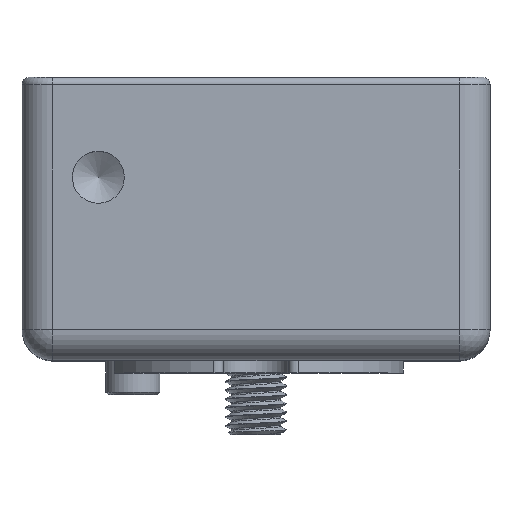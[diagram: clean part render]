
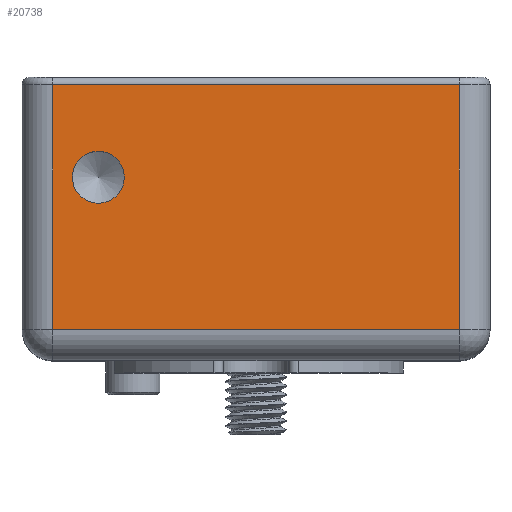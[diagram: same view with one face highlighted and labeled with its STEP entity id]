
A CAD part, top view. The second image highlights one B-rep face of the part: STEP entity #20738.
In plain terms, the highlighted planar face has unit normal (0, 0, 1).
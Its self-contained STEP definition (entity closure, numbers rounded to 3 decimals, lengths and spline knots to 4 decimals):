
#2053=FACE_BOUND('',#4545,.T.);
#2261=CIRCLE('',#22833,0.1055);
#2262=CIRCLE('',#22834,0.1055);
#3255=FACE_OUTER_BOUND('',#4544,.T.);
#4544=EDGE_LOOP('',(#14725,#14726,#14727,#14728));
#4545=EDGE_LOOP('',(#14729,#14730));
#5898=LINE('',#30530,#7580);
#5912=LINE('',#30581,#7594);
#5917=LINE('',#30614,#7599);
#5922=LINE('',#30622,#7604);
#7580=VECTOR('',#24953,0.3937);
#7594=VECTOR('',#25011,0.3937);
#7599=VECTOR('',#25058,0.3937);
#7604=VECTOR('',#25069,0.3937);
#9281=VERTEX_POINT('',#30523);
#9283=VERTEX_POINT('',#30528);
#9298=VERTEX_POINT('',#30580);
#9301=VERTEX_POINT('',#30591);
#9350=VERTEX_POINT('',#30757);
#9351=VERTEX_POINT('',#30758);
#11253=EDGE_CURVE('',#9283,#9281,#5898,.T.);
#11279=EDGE_CURVE('',#9281,#9298,#5912,.T.);
#11296=EDGE_CURVE('',#9298,#9301,#5917,.T.);
#11301=EDGE_CURVE('',#9301,#9283,#5922,.T.);
#11363=EDGE_CURVE('',#9350,#9351,#2261,.T.);
#11364=EDGE_CURVE('',#9351,#9350,#2262,.T.);
#14725=ORIENTED_EDGE('',*,*,#11253,.F.);
#14726=ORIENTED_EDGE('',*,*,#11301,.F.);
#14727=ORIENTED_EDGE('',*,*,#11296,.F.);
#14728=ORIENTED_EDGE('',*,*,#11279,.F.);
#14729=ORIENTED_EDGE('',*,*,#11363,.T.);
#14730=ORIENTED_EDGE('',*,*,#11364,.T.);
#20027=PLANE('',#22841);
#20738=ADVANCED_FACE('',(#3255,#2053),#20027,.T.);
#22833=AXIS2_PLACEMENT_3D('',#30759,#25221,#25222);
#22834=AXIS2_PLACEMENT_3D('',#30760,#25223,#25224);
#22841=AXIS2_PLACEMENT_3D('',#30774,#25241,#25242);
#24953=DIRECTION('',(1.,0.,0.));
#25011=DIRECTION('',(0.,-1.,0.));
#25058=DIRECTION('',(-1.,0.,0.));
#25069=DIRECTION('',(0.,1.,0.));
#25221=DIRECTION('center_axis',(0.,0.,-1.));
#25222=DIRECTION('ref_axis',(1.,0.,0.));
#25223=DIRECTION('center_axis',(0.,0.,-1.));
#25224=DIRECTION('ref_axis',(1.,0.,0.));
#25241=DIRECTION('center_axis',(0.,0.,1.));
#25242=DIRECTION('ref_axis',(1.,0.,0.));
#30523=CARTESIAN_POINT('',(0.8255,1.12,0.9505));
#30528=CARTESIAN_POINT('',(-0.8255,1.12,0.9505));
#30530=CARTESIAN_POINT('',(-0.4753,1.12,0.9505));
#30580=CARTESIAN_POINT('',(0.8255,0.125,0.9505));
#30581=CARTESIAN_POINT('',(0.8255,0.,0.9505));
#30591=CARTESIAN_POINT('',(-0.8255,0.125,0.9505));
#30614=CARTESIAN_POINT('',(-0.4753,0.125,0.9505));
#30622=CARTESIAN_POINT('',(-0.8255,0.,0.9505));
#30757=CARTESIAN_POINT('',(-0.535,0.744,0.9505));
#30758=CARTESIAN_POINT('',(-0.746,0.744,0.9505));
#30759=CARTESIAN_POINT('Origin',(-0.6405,0.744,0.9505));
#30760=CARTESIAN_POINT('Origin',(-0.6405,0.744,0.9505));
#30774=CARTESIAN_POINT('Origin',(-0.9505,0.,0.9505));
